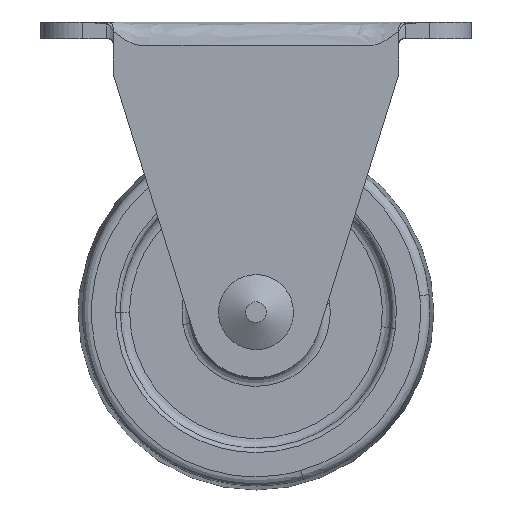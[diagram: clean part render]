
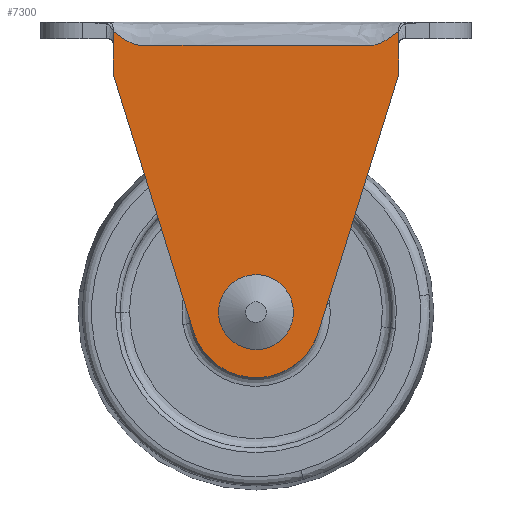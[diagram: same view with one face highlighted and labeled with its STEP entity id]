
A CAD part, front view. The second image highlights one B-rep face of the part: STEP entity #7300.
In plain terms, the highlighted free-form (B-spline) face has degree [1, 1] with [2, 2] control points.
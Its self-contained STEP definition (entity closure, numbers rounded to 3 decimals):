
#3396=CARTESIAN_POINT('',(-2.977,-12.8,-0.372));
#3397=VERTEX_POINT('',#3396);
#3403=CARTESIAN_POINT('',(0.0,-12.8,-3.0));
#3404=VERTEX_POINT('',#3403);
#3405=CARTESIAN_POINT('',(-2.977,-12.8,-0.372));
#3406=CARTESIAN_POINT('',(-2.648,-12.8,-3.));
#3407=CARTESIAN_POINT('',(0.0,-12.8,-3.0));
#3415=(BOUNDED_CURVE()B_SPLINE_CURVE(2,(#3405,#3406,#3407),.UNSPECIFIED.,.F.,.U.)B_SPLINE_CURVE_WITH_KNOTS((3,3),(0.271,0.5),.UNSPECIFIED.)CURVE()GEOMETRIC_REPRESENTATION_ITEM()RATIONAL_B_SPLINE_CURVE((0.954,0.732,1.0))REPRESENTATION_ITEM(''));
#3416=EDGE_CURVE('',#3397,#3404,#3415,.T.);
#3418=CARTESIAN_POINT('',(3.,-12.8,0.026));
#3419=VERTEX_POINT('',#3418);
#3420=CARTESIAN_POINT('',(0.0,-12.8,-3.0));
#3421=CARTESIAN_POINT('',(3.0,-12.8,-3.0));
#3422=CARTESIAN_POINT('',(3.0,-12.8,0.0));
#3423=CARTESIAN_POINT('',(3.0,-12.8,0.013));
#3424=CARTESIAN_POINT('',(3.,-12.8,0.026));
#3432=(BOUNDED_CURVE()B_SPLINE_CURVE(2,(#3420,#3421,#3422,#3423,#3424),.UNSPECIFIED.,.F.,.U.)B_SPLINE_CURVE_WITH_KNOTS((3,2,3),(0.5,0.75,0.752),.UNSPECIFIED.)CURVE()GEOMETRIC_REPRESENTATION_ITEM()RATIONAL_B_SPLINE_CURVE((1.0,0.707,1.0,0.998,0.996))REPRESENTATION_ITEM(''));
#3433=EDGE_CURVE('',#3404,#3419,#3432,.T.);
#3513=CARTESIAN_POINT('',(0.0,-12.8,3.0));
#3514=VERTEX_POINT('',#3513);
#3515=CARTESIAN_POINT('',(3.,-12.8,0.026));
#3516=CARTESIAN_POINT('',(2.974,-12.8,3.));
#3517=CARTESIAN_POINT('',(0.0,-12.8,3.0));
#3525=(BOUNDED_CURVE()B_SPLINE_CURVE(2,(#3515,#3516,#3517),.UNSPECIFIED.,.F.,.U.)B_SPLINE_CURVE_WITH_KNOTS((3,3),(0.752,1.0),.UNSPECIFIED.)CURVE()GEOMETRIC_REPRESENTATION_ITEM()RATIONAL_B_SPLINE_CURVE((0.996,0.709,1.0))REPRESENTATION_ITEM(''));
#3526=EDGE_CURVE('',#3419,#3514,#3525,.T.);
#3528=CARTESIAN_POINT('',(0.0,-12.8,3.0));
#3529=CARTESIAN_POINT('',(-3.0,-12.8,3.0));
#3530=CARTESIAN_POINT('',(-3.0,-12.8,0.0));
#3531=CARTESIAN_POINT('',(-3.,-12.8,-0.187));
#3532=CARTESIAN_POINT('',(-2.977,-12.8,-0.372));
#3540=(BOUNDED_CURVE()B_SPLINE_CURVE(2,(#3528,#3529,#3530,#3531,#3532),.UNSPECIFIED.,.F.,.U.)B_SPLINE_CURVE_WITH_KNOTS((3,2,3),(0.0,0.25,0.271),.UNSPECIFIED.)CURVE()GEOMETRIC_REPRESENTATION_ITEM()RATIONAL_B_SPLINE_CURVE((1.0,0.707,1.0,0.975,0.954))REPRESENTATION_ITEM(''));
#3541=EDGE_CURVE('',#3514,#3397,#3540,.T.);
#5524=CARTESIAN_POINT('',(15.25,-12.8,30.));
#5525=VERTEX_POINT('',#5524);
#5636=CARTESIAN_POINT('',(-15.25,-12.8,30.));
#5637=VERTEX_POINT('',#5636);
#5654=CARTESIAN_POINT('',(15.25,-12.8,30.));
#5655=CARTESIAN_POINT('',(14.25,-12.8,29.25));
#5656=CARTESIAN_POINT('',(13.25,-12.8,28.5));
#5657=CARTESIAN_POINT('',(12.25,-12.8,28.5));
#5658=CARTESIAN_POINT('',(4.083,-12.8,28.5));
#5659=CARTESIAN_POINT('',(-4.083,-12.8,28.5));
#5660=CARTESIAN_POINT('',(-12.25,-12.8,28.5));
#5661=CARTESIAN_POINT('',(-13.25,-12.8,28.5));
#5662=CARTESIAN_POINT('',(-14.25,-12.8,29.25));
#5663=CARTESIAN_POINT('',(-15.25,-12.8,30.));
#5664=B_SPLINE_CURVE_WITH_KNOTS('',3,(#5654,#5655,#5656,#5657,#5658,#5659,#5660,#5661,#5662,#5663),.UNSPECIFIED.,.F.,.U.,(4,3,3,4),(0.04,0.131,0.869,0.96),.UNSPECIFIED.);
#5665=EDGE_CURVE('',#5525,#5637,#5664,.T.);
#5969=CARTESIAN_POINT('',(-15.25,-12.8,28.7));
#5970=VERTEX_POINT('',#5969);
#5971=CARTESIAN_POINT('',(-15.25,-12.8,28.7));
#5972=CARTESIAN_POINT('',(-15.25,-12.8,30.));
#5973=QUASI_UNIFORM_CURVE('',1,(#5971,#5972),.UNSPECIFIED.,.F.,.U.);
#5974=EDGE_CURVE('',#5970,#5637,#5973,.T.);
#6047=CARTESIAN_POINT('',(15.25,-12.8,28.7));
#6048=VERTEX_POINT('',#6047);
#6049=CARTESIAN_POINT('',(15.25,-12.8,28.7));
#6050=CARTESIAN_POINT('',(15.25,-12.8,30.));
#6051=QUASI_UNIFORM_CURVE('',1,(#6049,#6050),.UNSPECIFIED.,.F.,.U.);
#6052=EDGE_CURVE('',#6048,#5525,#6051,.T.);
#6587=CARTESIAN_POINT('',(-6.681,-12.8,-2.088));
#6588=VERTEX_POINT('',#6587);
#6594=CARTESIAN_POINT('',(-15.25,-12.8,25.4));
#6595=VERTEX_POINT('',#6594);
#6596=CARTESIAN_POINT('',(-15.25,-12.8,25.4));
#6597=CARTESIAN_POINT('',(-6.681,-12.8,-2.088));
#6598=QUASI_UNIFORM_CURVE('',1,(#6596,#6597),.UNSPECIFIED.,.F.,.U.);
#6599=EDGE_CURVE('',#6595,#6588,#6598,.T.);
#6634=CARTESIAN_POINT('',(6.683,-12.8,-2.083));
#6635=VERTEX_POINT('',#6634);
#6641=CARTESIAN_POINT('',(-6.681,-12.8,-2.088));
#6642=CARTESIAN_POINT('',(-5.146,-12.8,-7.002));
#6643=CARTESIAN_POINT('',(0.002,-12.8,-7.));
#6644=CARTESIAN_POINT('',(5.151,-12.8,-6.998));
#6645=CARTESIAN_POINT('',(6.683,-12.8,-2.083));
#6653=(BOUNDED_CURVE()B_SPLINE_CURVE(2,(#6641,#6642,#6643,#6644,#6645),.UNSPECIFIED.,.F.,.U.)B_SPLINE_CURVE_WITH_KNOTS((3,2,3),(0.0,0.5,1.0),.UNSPECIFIED.)CURVE()GEOMETRIC_REPRESENTATION_ITEM()RATIONAL_B_SPLINE_CURVE((1.0,0.806,1.0,0.806,1.0))REPRESENTATION_ITEM(''));
#6654=EDGE_CURVE('',#6588,#6635,#6653,.T.);
#6680=CARTESIAN_POINT('',(15.25,-12.8,25.4));
#6681=VERTEX_POINT('',#6680);
#6687=CARTESIAN_POINT('',(6.683,-12.8,-2.083));
#6688=CARTESIAN_POINT('',(15.25,-12.8,25.4));
#6689=QUASI_UNIFORM_CURVE('',1,(#6687,#6688),.UNSPECIFIED.,.F.,.U.);
#6690=EDGE_CURVE('',#6635,#6681,#6689,.T.);
#7267=CARTESIAN_POINT('',(15.25,-12.8,25.4));
#7268=CARTESIAN_POINT('',(15.25,-12.8,28.7));
#7269=QUASI_UNIFORM_CURVE('',1,(#7267,#7268),.UNSPECIFIED.,.F.,.U.);
#7270=EDGE_CURVE('',#6681,#6048,#7269,.T.);
#7275=CARTESIAN_POINT('',(-16.774,-12.8,31.848));
#7276=CARTESIAN_POINT('',(-16.774,-12.8,-8.848));
#7277=CARTESIAN_POINT('',(16.774,-12.8,31.848));
#7278=CARTESIAN_POINT('',(16.774,-12.8,-8.848));
#7279=B_SPLINE_SURFACE_WITH_KNOTS('',1,1,((#7275,#7277),(#7276,#7278)),.UNSPECIFIED.,.F.,.F.,.U.,(2,2),(2,2),(0.0,40.696),(0.0,33.547),.UNSPECIFIED.);
#7280=ORIENTED_EDGE('',*,*,#6052,.T.);
#7281=ORIENTED_EDGE('',*,*,#5665,.T.);
#7282=ORIENTED_EDGE('',*,*,#5974,.F.);
#7283=CARTESIAN_POINT('',(-15.25,-12.8,25.4));
#7284=CARTESIAN_POINT('',(-15.25,-12.8,28.7));
#7285=QUASI_UNIFORM_CURVE('',1,(#7283,#7284),.UNSPECIFIED.,.F.,.U.);
#7286=EDGE_CURVE('',#6595,#5970,#7285,.T.);
#7287=ORIENTED_EDGE('',*,*,#7286,.F.);
#7288=ORIENTED_EDGE('',*,*,#6599,.T.);
#7289=ORIENTED_EDGE('',*,*,#6654,.T.);
#7290=ORIENTED_EDGE('',*,*,#6690,.T.);
#7291=ORIENTED_EDGE('',*,*,#7270,.T.);
#7292=EDGE_LOOP('',(#7280,#7281,#7282,#7287,#7288,#7289,#7290,#7291));
#7293=FACE_OUTER_BOUND('',#7292,.T.);
#7294=ORIENTED_EDGE('',*,*,#3433,.F.);
#7295=ORIENTED_EDGE('',*,*,#3416,.F.);
#7296=ORIENTED_EDGE('',*,*,#3541,.F.);
#7297=ORIENTED_EDGE('',*,*,#3526,.F.);
#7298=EDGE_LOOP('',(#7294,#7295,#7296,#7297));
#7299=FACE_BOUND('',#7298,.T.);
#7300=ADVANCED_FACE('',(#7293,#7299),#7279,.T.);
